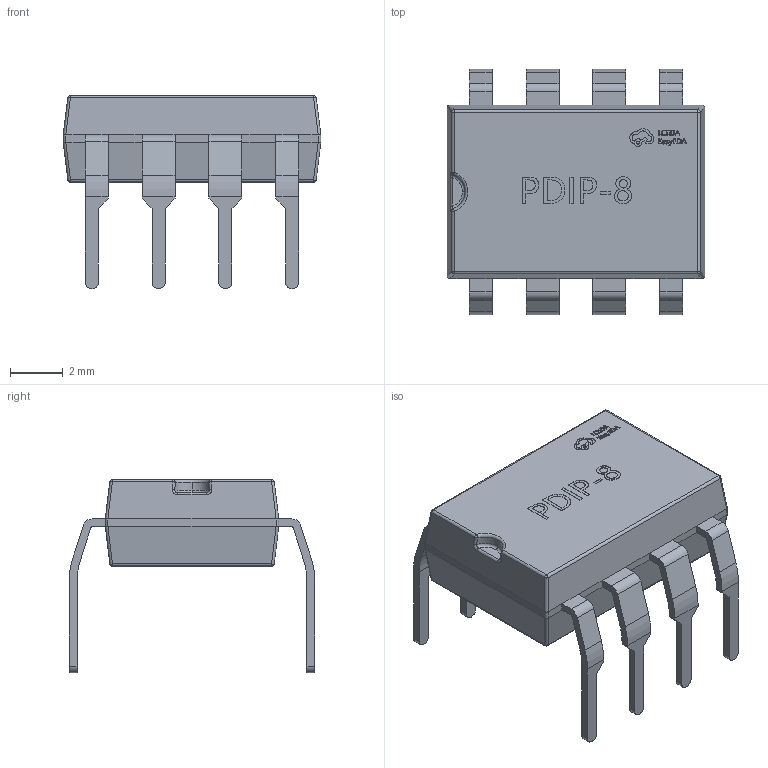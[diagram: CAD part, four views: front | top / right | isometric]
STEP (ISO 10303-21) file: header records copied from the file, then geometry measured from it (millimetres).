
FILE_DESCRIPTION (( 'STEP AP214' ), '1' );
FILE_NAME ('PDIP-8_L9.2-W7.2-P2.54-LS8.0-BL.step', '2022-06-21T14:24:39', ( '' ), ( '' ), 'SwSTEP 2.0', 'SolidWorks 2020', '' );
FILE_SCHEMA (( 'AUTOMOTIVE_DESIGN' ));
Length unit declared in the file: millimetre
Products named in the file (1): PDIP-8_L9.2-W7.2-P2.54-LS8.0-BL
Bounding box: 9.8 x 9.35 x 7.36 mm (x, y, z)
Volume: 216 mm3; surface area: 330.9 mm2
Topology: 1 solids, 1 shells, 600 faces, 1520 edges, 959 vertices
Faces by surface type: plane 371, bspline 144, cylinder 72, sphere 10, torus 3
Entity records: 27364 total; most frequent: CARTESIAN_POINT 7328, ORIENTED_EDGE 3040, DIRECTION 2256, EDGE_CURVE 1520, LINE 1066, VECTOR 1066, VERTEX_POINT 959, EDGE_LOOP 637
